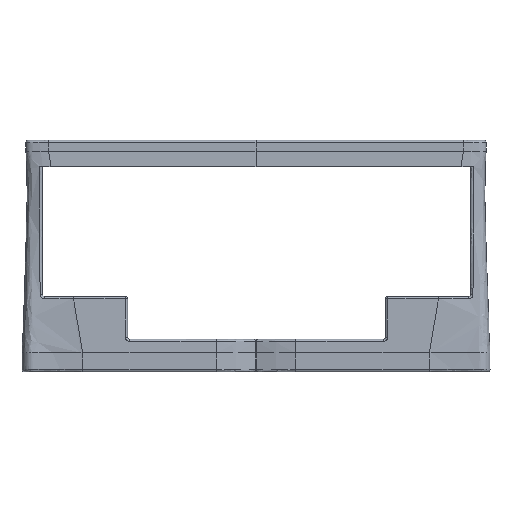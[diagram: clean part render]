
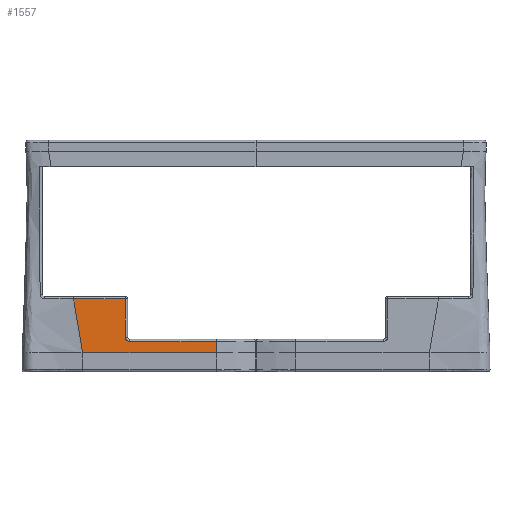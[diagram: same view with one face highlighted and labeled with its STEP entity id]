
A CAD part, top view. The second image highlights one B-rep face of the part: STEP entity #1557.
In plain terms, the highlighted planar face has unit normal (0, 0.023, 1).
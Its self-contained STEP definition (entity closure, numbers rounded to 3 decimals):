
#42=ELLIPSE('',#1686,2.001,2.);
#105=B_SPLINE_CURVE_WITH_KNOTS('',3,(#3365,#3366,#3367,#3368),
 .UNSPECIFIED.,.F.,.F.,(4,4),(0.,0.002),.UNSPECIFIED.);
#174=PLANE('',#1696);
#233=FACE_OUTER_BOUND('',#333,.T.);
#333=EDGE_LOOP('',(#1149,#1150,#1151,#1152,#1153,#1154,#1155,#1156));
#419=LINE('',#3069,#513);
#431=LINE('',#3203,#525);
#434=LINE('',#3214,#528);
#435=LINE('',#3342,#529);
#443=LINE('',#3369,#537);
#444=LINE('',#3370,#538);
#513=VECTOR('',#1809,10.);
#525=VECTOR('',#1857,10.);
#528=VECTOR('',#1870,10.);
#529=VECTOR('',#1879,1.);
#537=VECTOR('',#1903,10.);
#538=VECTOR('',#1904,10.);
#669=VERTEX_POINT('',#2850);
#671=VERTEX_POINT('',#3062);
#690=VERTEX_POINT('',#3198);
#693=VERTEX_POINT('',#3212);
#694=VERTEX_POINT('',#3335);
#695=VERTEX_POINT('',#3339);
#702=VERTEX_POINT('',#3363);
#703=VERTEX_POINT('',#3364);
#827=EDGE_CURVE('',#671,#669,#419,.T.);
#852=EDGE_CURVE('',#671,#690,#431,.T.);
#858=EDGE_CURVE('',#693,#690,#434,.T.);
#862=EDGE_CURVE('',#694,#693,#42,.T.);
#864=EDGE_CURVE('',#694,#695,#435,.T.);
#875=EDGE_CURVE('',#702,#703,#105,.T.);
#876=EDGE_CURVE('',#669,#702,#443,.T.);
#877=EDGE_CURVE('',#703,#695,#444,.T.);
#1149=ORIENTED_EDGE('',*,*,#875,.F.);
#1150=ORIENTED_EDGE('',*,*,#876,.F.);
#1151=ORIENTED_EDGE('',*,*,#827,.F.);
#1152=ORIENTED_EDGE('',*,*,#852,.T.);
#1153=ORIENTED_EDGE('',*,*,#858,.F.);
#1154=ORIENTED_EDGE('',*,*,#862,.F.);
#1155=ORIENTED_EDGE('',*,*,#864,.T.);
#1156=ORIENTED_EDGE('',*,*,#877,.F.);
#1557=ADVANCED_FACE('',(#233),#174,.F.);
#1686=AXIS2_PLACEMENT_3D('',#3337,#1873,#1874);
#1696=AXIS2_PLACEMENT_3D('',#3362,#1901,#1902);
#1809=DIRECTION('',(-1.,0.,0.));
#1857=DIRECTION('',(-0.043,0.999,-0.023));
#1870=DIRECTION('',(1.,0.,0.));
#1873=DIRECTION('center_axis',(0.,0.023,1.));
#1874=DIRECTION('ref_axis',(0.,-1.,0.023));
#1879=DIRECTION('',(0.,1.,-0.023));
#1901=DIRECTION('center_axis',(0.,-0.023,-1.));
#1902=DIRECTION('ref_axis',(-1.,0.,0.));
#1903=DIRECTION('',(-0.167,0.986,-0.023));
#1904=DIRECTION('',(1.,0.,0.));
#2850=CARTESIAN_POINT('',(-77.734,-44.55,9.6));
#3062=CARTESIAN_POINT('',(-17.835,-44.55,9.6));
#3069=CARTESIAN_POINT('',(0.,-44.55,9.6));
#3198=CARTESIAN_POINT('',(-18.051,-39.552,9.483));
#3203=CARTESIAN_POINT('',(-17.835,-44.55,9.6));
#3212=CARTESIAN_POINT('',(-56.669,-39.552,9.483));
#3214=CARTESIAN_POINT('',(-36.302,-39.552,9.483));
#3335=CARTESIAN_POINT('',(-58.669,-37.552,9.437));
#3337=CARTESIAN_POINT('Origin',(-56.669,-37.552,9.437));
#3339=CARTESIAN_POINT('',(-58.669,-20.502,9.039));
#3342=CARTESIAN_POINT('',(-58.669,-31.714,9.3));
#3362=CARTESIAN_POINT('Origin',(-17.835,-44.55,9.6));
#3363=CARTESIAN_POINT('',(-81.81,-20.518,9.039));
#3364=CARTESIAN_POINT('',(-81.812,-20.502,9.039));
#3365=CARTESIAN_POINT('Ctrl Pts',(-81.81,-20.518,9.039));
#3366=CARTESIAN_POINT('Ctrl Pts',(-81.811,-20.513,9.039));
#3367=CARTESIAN_POINT('Ctrl Pts',(-81.812,-20.507,9.039));
#3368=CARTESIAN_POINT('Ctrl Pts',(-81.812,-20.502,9.039));
#3369=CARTESIAN_POINT('',(-77.734,-44.55,9.6));
#3370=CARTESIAN_POINT('',(-56.542,-20.502,9.039));
